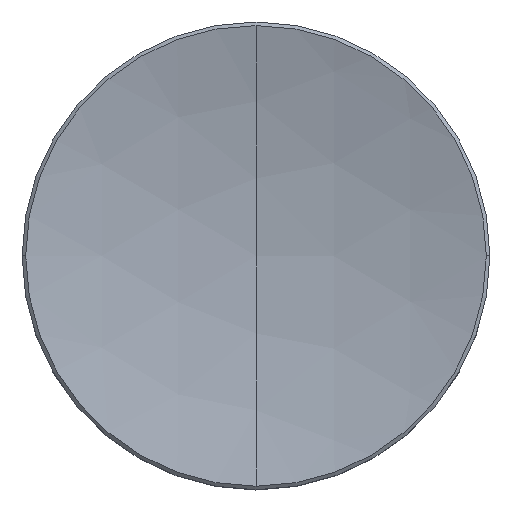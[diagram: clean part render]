
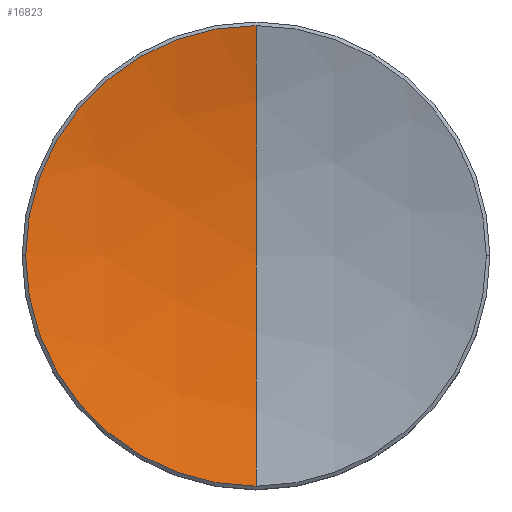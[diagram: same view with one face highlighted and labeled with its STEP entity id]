
A CAD part, top view. The second image highlights one B-rep face of the part: STEP entity #16823.
In plain terms, the highlighted spherical face has radius 50 mm.
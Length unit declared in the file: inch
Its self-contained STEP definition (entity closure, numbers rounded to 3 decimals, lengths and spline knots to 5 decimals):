
#16823 = ADVANCED_FACE ( 'NONE', ( #20250 ), #20197, .F. ) ;
#16824 = EDGE_LOOP ( 'NONE', ( #16825, #16837, #17029, #17032 ) ) ;
#16825 = ORIENTED_EDGE ( 'NONE', *, *, #16898, .T. ) ;
#16837 = ORIENTED_EDGE ( 'NONE', *, *, #17027, .T. ) ;
#16898 = EDGE_CURVE ( 'NONE', #16942, #16970, #20511, .T. ) ;
#16942 = VERTEX_POINT ( 'NONE', #21248 ) ;
#16970 = VERTEX_POINT ( 'NONE', #21509 ) ;
#17012 = EDGE_CURVE ( 'NONE', #16942, #17031, #21567, .T. ) ;
#17027 = EDGE_CURVE ( 'NONE', #16970, #17028, #21574, .T. ) ;
#17028 = VERTEX_POINT ( 'NONE', #21650 ) ;
#17029 = ORIENTED_EDGE ( 'NONE', *, *, #17030, .T. ) ;
#17030 = EDGE_CURVE ( 'NONE', #17028, #17031, #21649, .T. ) ;
#17031 = VERTEX_POINT ( 'NONE', #21644 ) ;
#17032 = ORIENTED_EDGE ( 'NONE', *, *, #17012, .F. ) ;
#20042 = DIRECTION ( 'NONE',  ( 0., 1., 0. ) ) ;
#20043 = DIRECTION ( 'NONE',  ( 1., 0., 0. ) ) ;
#20044 = CARTESIAN_POINT ( 'NONE',  ( 0., 0., 2.08661 ) ) ;
#20045 = AXIS2_PLACEMENT_3D ( 'NONE', #20044, #20043, #20042 ) ;
#20197 = SPHERICAL_SURFACE ( 'NONE', #20045, 1.9685 ) ;
#20250 = FACE_OUTER_BOUND ( 'NONE', #16824, .T. ) ;
#20508 = DIRECTION ( 'NONE',  ( 0., 0., 1. ) ) ;
#20509 = CARTESIAN_POINT ( 'NONE',  ( 0., 0., 0.18068 ) ) ;
#20510 = AXIS2_PLACEMENT_3D ( 'NONE', #20509, #20508, #20524 ) ;
#20511 = CIRCLE ( 'NONE', #20510, 0.49237 ) ;
#20524 = DIRECTION ( 'NONE',  ( 1., 0., 0. ) ) ;
#21248 = CARTESIAN_POINT ( 'NONE',  ( 0., 0.49237, 0.18068 ) ) ;
#21509 = CARTESIAN_POINT ( 'NONE',  ( -0.49237, 0., 0.18068 ) ) ;
#21548 = DIRECTION ( 'NONE',  ( 0., 0., 1. ) ) ;
#21549 = AXIS2_PLACEMENT_3D ( 'NONE', #21589, #21585, #21548 ) ;
#21567 = CIRCLE ( 'NONE', #21549, 1.9685 ) ;
#21570 = DIRECTION ( 'NONE',  ( 1., 0., 0. ) ) ;
#21571 = DIRECTION ( 'NONE',  ( 0., 0., 1. ) ) ;
#21572 = CARTESIAN_POINT ( 'NONE',  ( 0., 0., 0.18068 ) ) ;
#21573 = AXIS2_PLACEMENT_3D ( 'NONE', #21572, #21571, #21570 ) ;
#21574 = CIRCLE ( 'NONE', #21573, 0.49237 ) ;
#21585 = DIRECTION ( 'NONE',  ( -1., 0., 0. ) ) ;
#21589 = CARTESIAN_POINT ( 'NONE',  ( 0., 0., 2.08661 ) ) ;
#21644 = CARTESIAN_POINT ( 'NONE',  ( 0., 0., 0.11811 ) ) ;
#21645 = DIRECTION ( 'NONE',  ( 0., 1., 0. ) ) ;
#21646 = DIRECTION ( 'NONE',  ( 1., 0., 0. ) ) ;
#21647 = CARTESIAN_POINT ( 'NONE',  ( 0., 0., 2.08661 ) ) ;
#21648 = AXIS2_PLACEMENT_3D ( 'NONE', #21647, #21646, #21645 ) ;
#21649 = CIRCLE ( 'NONE', #21648, 1.9685 ) ;
#21650 = CARTESIAN_POINT ( 'NONE',  ( 0., -0.49237, 0.18068 ) ) ;
